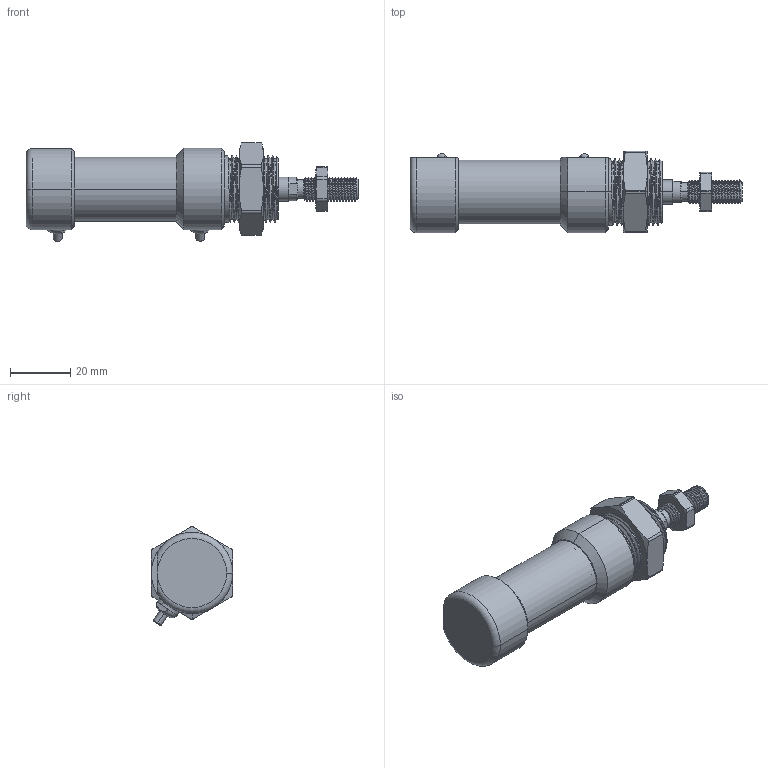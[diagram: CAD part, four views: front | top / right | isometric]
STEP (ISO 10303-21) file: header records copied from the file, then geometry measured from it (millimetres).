
FILE_DESCRIPTION (( 'STEP AP214' ), '1' );
FILE_NAME ('U020 0000 0510.STEP', '2021-04-28T04:36:51', ( '' ), ( '' ), 'SwSTEP 2.0', 'SolidWorks 2019', '' );
FILE_SCHEMA (( 'AUTOMOTIVE_DESIGN' ));
Length unit declared in the file: millimetre
Products named in the file (16): 9020-36JB2; 9008-34_9008-34-0; Bremsepakning_PP0915N3589; 1020-05_1020-07; Leje_PAP0808P11; Stempeltætning_Z82014N3580; 9020-35-R_9020-35-34; 9037-01-1; Stempelstangsmøtrik_U1902030; U020 0000 0510; 9036-01; Bolt-DIN912_M5x25; Magnet_9320; Afstryger (12-25)_EL 0082N3582; 1020-10_1020-10; Halsmøtrik_U1902502
Assembly tree (20 placements, depth 2):
  U020 0000 0510
    9008-34_9008-34-0
    1020-05_1020-07
    1020-10_1020-10
    9020-35-R_9020-35-34
    9036-01  x2
    9037-01-1  x2
    Afstryger (12-25)_EL 0082N3582
    9020-36JB2  x2
    Bremsepakning_PP0915N3589  x2
    Stempeltætning_Z82014N3580  x2
    Magnet_9320
    Leje_PAP0808P11
    Halsmøtrik_U1902502
    Stempelstangsmøtrik_U1902030
    Bolt-DIN912_M5x25
Bounding box: 110.5 x 27 x 32.85 mm (x, y, z)
Volume: 35336.8 mm3; surface area: 29670.7 mm2
Topology: 20 solids, 20 shells, 767 faces, 1797 edges, 1117 vertices
Faces by surface type: cylinder 335, plane 182, cone 177, torus 58, bspline 15
Entity records: 30504 total; most frequent: CARTESIAN_POINT 16177, ORIENTED_EDGE 2942, DIRECTION 2797, EDGE_CURVE 1471, AXIS2_PLACEMENT_3D 1152, VERTEX_POINT 920, EDGE_LOOP 693, ADVANCED_FACE 620
